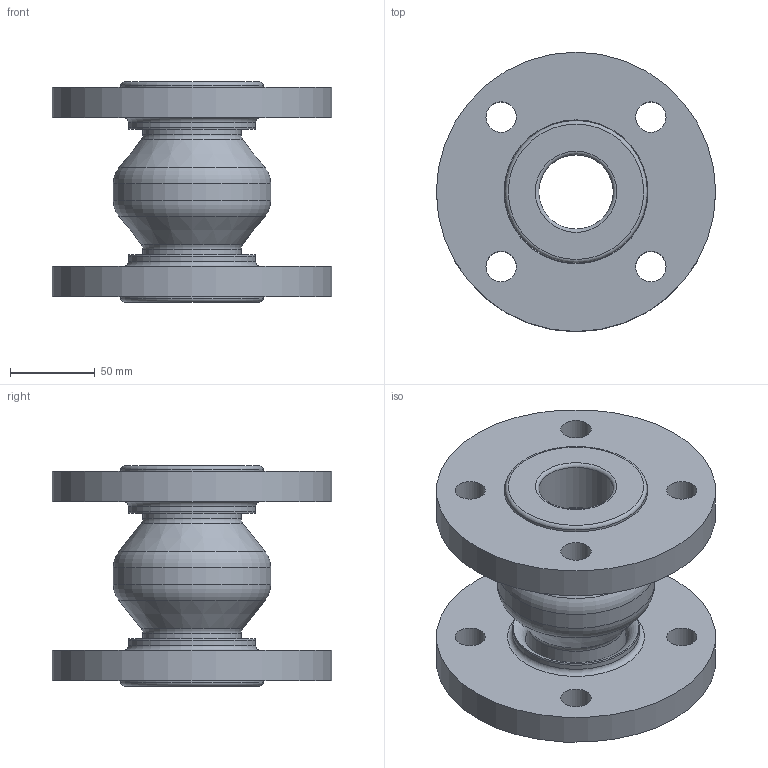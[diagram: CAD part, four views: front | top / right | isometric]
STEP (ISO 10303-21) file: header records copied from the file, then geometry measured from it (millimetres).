
FILE_DESCRIPTION(/* description */ (''),/* implementation_level */ '2;1');
FILE_NAME(/* name */ 'G_0050_130_010_HKS-R.stp',/* time_stamp */ '2022-07-04T15:23:18+02:00',/* author */ ('TKopatzki'),/* organization */ (''),/* preprocessor_version */ 'ST-DEVELOPER v19',/* originating_system */ 'Autodesk Inventor 2023',/* authorisation */ '');
FILE_SCHEMA (('AUTOMOTIVE_DESIGN { 1 0 10303 214 3 1 1 }'));
Length unit declared in the file: millimetre
Products named in the file (3): G_0050_130_010_HKS-R; GK_R_DN50_Balg; GK_R_DN_50_Flansch_rund
Assembly tree (3 placements, depth 2):
  G_0050_130_010_HKS-R
    GK_R_DN50_Balg
    GK_R_DN_50_Flansch_rund  x2
Bounding box: 165 x 165 x 130 mm (x, y, z)
Volume: 844426.1 mm3; surface area: 184381.2 mm2
Topology: 3 solids, 3 shells, 78 faces, 194 edges, 128 vertices
Faces by surface type: torus 34, cylinder 28, plane 12, cone 4
Full cylindrical faces by diameter (mm): 18 x8, 44 x2, 58 x2, 60 x2, 68 x4, 75 x2, 77 x1, 84 x2, 85 x2, 93 x1, 165 x2
Entity records: 2019 total; most frequent: DIRECTION 405, CARTESIAN_POINT 312, ORIENTED_EDGE 296, AXIS2_PLACEMENT_3D 191, EDGE_CURVE 148, CIRCLE 125, VERTEX_POINT 98, EDGE_LOOP 76
